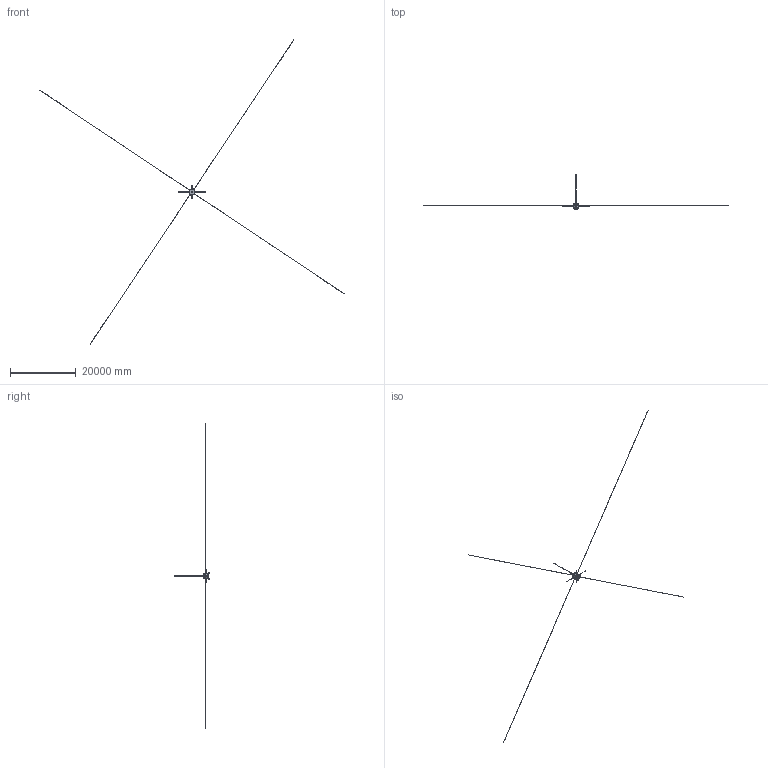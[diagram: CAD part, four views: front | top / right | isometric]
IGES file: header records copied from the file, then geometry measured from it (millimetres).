
Start section: SolidWorks IGES file using analytic representation for surfaces
Global section: file name: isee3_take1.IGS; native system: SolidWorks 2013; preprocessor: SolidWorks 2013; author: Jacob; date: 140413.135546; units: metre
Bounding box: 92822.2 x 10739.79 x 92822.2 mm (x, y, z)
Surface area: 30376804.9 mm2 (no closed solid volume)
Topology: 0 solids, 0 shells, 1508 faces, 21687 edges, 21655 vertices
Faces by surface type: bspline 1170, revolution 338
